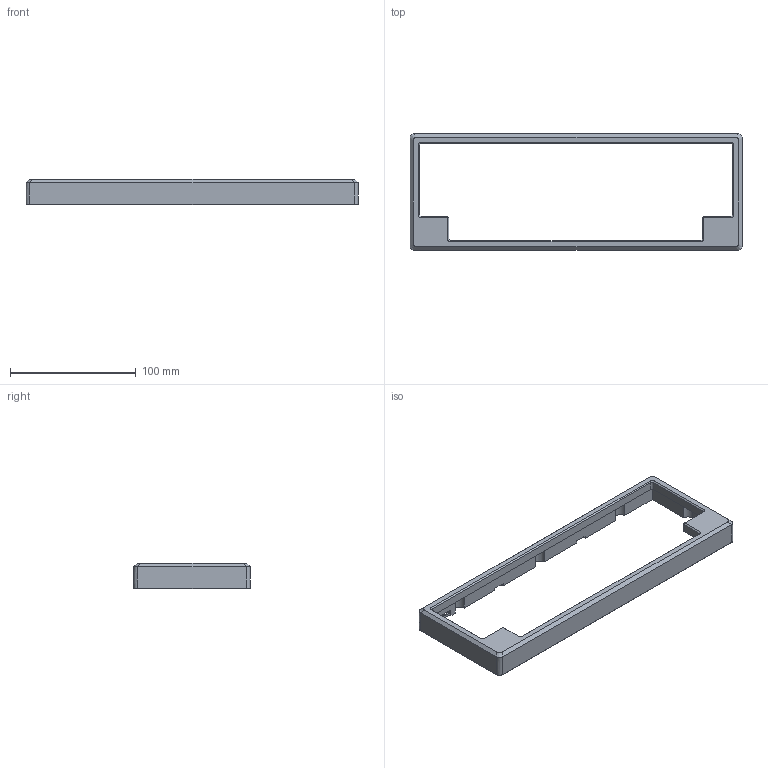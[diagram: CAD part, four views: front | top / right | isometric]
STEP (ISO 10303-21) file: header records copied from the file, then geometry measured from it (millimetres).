
FILE_DESCRIPTION(/* description */ (''),/* implementation_level */ '2;1');
FILE_NAME(/* name */ 'Phoenix45-Top_HHKB.step',/* time_stamp */ '2020-08-07T20:08:24-04:00',/* author */ (''),/* organization */ (''),/* preprocessor_version */ 'ST-DEVELOPER v18.1',/* originating_system */ 'Autodesk Translation Framework v9.3.0.1241',/* authorisation */ '');
FILE_SCHEMA (('AUTOMOTIVE_DESIGN { 1 0 10303 214 3 1 1 }'));
Length unit declared in the file: millimetre
Products named in the file (1): Top-HHKB
Bounding box: 263.65 x 92.2 x 20 mm (x, y, z)
Volume: 87853.5 mm3; surface area: 38462.4 mm2
Topology: 1 solids, 1 shells, 160 faces, 386 edges, 238 vertices
Faces by surface type: plane 75, cylinder 53, torus 12, bspline 12, cone 8
Full cylindrical faces by diameter (mm): 1.5 x11
Entity records: 5011 total; most frequent: CARTESIAN_POINT 1239, DIRECTION 777, ORIENTED_EDGE 772, EDGE_CURVE 386, AXIS2_PLACEMENT_3D 276, VERTEX_POINT 238, LINE 225, VECTOR 225
